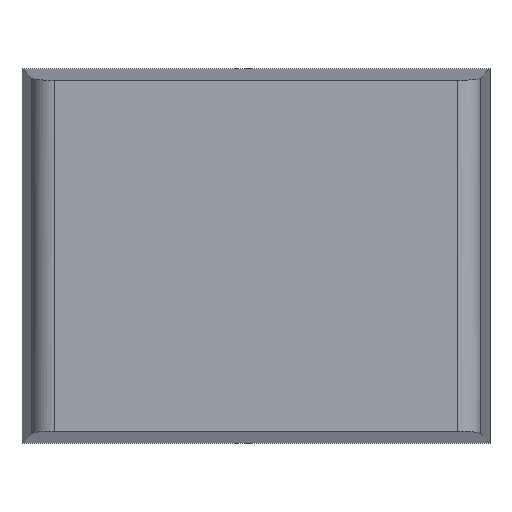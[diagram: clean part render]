
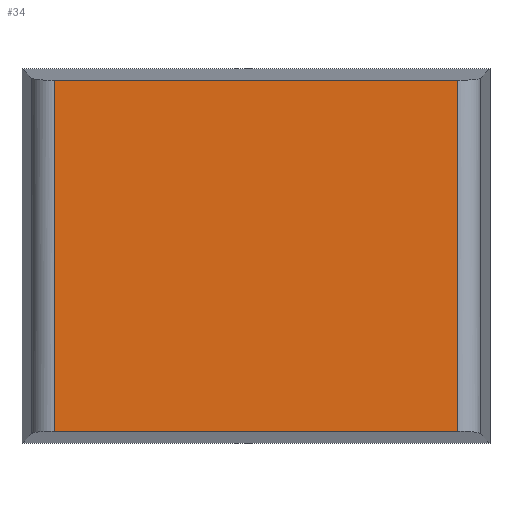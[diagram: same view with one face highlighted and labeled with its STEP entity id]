
A CAD part, top view. The second image highlights one B-rep face of the part: STEP entity #34.
In plain terms, the highlighted free-form (B-spline) face has degree [1, 1] with [2, 2] control points.
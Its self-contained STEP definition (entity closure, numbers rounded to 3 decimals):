
#34=ADVANCED_FACE('',(#46),#373,.T.);
#46=FACE_OUTER_BOUND('',#58,.T.);
#58=EDGE_LOOP('',(#104,#105,#106,#107));
#104=ORIENTED_EDGE('',*,*,#261,.F.);
#105=ORIENTED_EDGE('',*,*,#271,.T.);
#106=ORIENTED_EDGE('',*,*,#268,.F.);
#107=ORIENTED_EDGE('',*,*,#270,.F.);
#140=PCURVE('',#370,#192);
#154=PCURVE('',#372,#206);
#159=PCURVE('',#362,#211);
#160=PCURVE('',#373,#212);
#161=PCURVE('',#373,#213);
#162=PCURVE('',#373,#214);
#163=PCURVE('',#373,#215);
#165=PCURVE('',#363,#217);
#192=DEFINITIONAL_REPRESENTATION('',(#312),#685);
#206=DEFINITIONAL_REPRESENTATION('',(#330),#685);
#211=DEFINITIONAL_REPRESENTATION('',(#336),#685);
#212=DEFINITIONAL_REPRESENTATION('',(#337),#685);
#213=DEFINITIONAL_REPRESENTATION('',(#339),#685);
#214=DEFINITIONAL_REPRESENTATION('',(#340),#685);
#215=DEFINITIONAL_REPRESENTATION('',(#341),#685);
#217=DEFINITIONAL_REPRESENTATION('',(#343),#685);
#235=SURFACE_CURVE('',#311,(#140,#160),.PCURVE_S1.);
#242=SURFACE_CURVE('',#329,(#154,#162),.PCURVE_S1.);
#244=SURFACE_CURVE('',#335,(#159,#163),.PCURVE_S1.);
#245=SURFACE_CURVE('',#338,(#161,#165),.PCURVE_S1.);
#261=EDGE_CURVE('',#356,#360,#235,.T.);
#268=EDGE_CURVE('',#359,#361,#242,.T.);
#270=EDGE_CURVE('',#360,#359,#244,.T.);
#271=EDGE_CURVE('',#356,#361,#245,.T.);
#311=B_SPLINE_CURVE_WITH_KNOTS('',1,(#554,#555),.UNSPECIFIED.,.F.,.F.,(2,
2),(-1.,0.),.UNSPECIFIED.);
#312=B_SPLINE_CURVE_WITH_KNOTS('',2,(#556,#557,#558),.UNSPECIFIED.,.F.,
 .F.,(3,3),(-1.,0.),.UNSPECIFIED.);
#329=B_SPLINE_CURVE_WITH_KNOTS('',1,(#630,#631),.UNSPECIFIED.,.F.,.F.,(2,
2),(0.,1.),.UNSPECIFIED.);
#330=B_SPLINE_CURVE_WITH_KNOTS('',2,(#632,#633,#634),.UNSPECIFIED.,.F.,
 .F.,(3,3),(0.,1.),.UNSPECIFIED.);
#335=B_SPLINE_CURVE_WITH_KNOTS('',1,(#658,#659),.UNSPECIFIED.,.F.,.F.,(2,
2),(0.,1.),.UNSPECIFIED.);
#336=B_SPLINE_CURVE_WITH_KNOTS('',1,(#660,#661),.UNSPECIFIED.,.F.,.F.,(2,
2),(0.,1.),.UNSPECIFIED.);
#337=B_SPLINE_CURVE_WITH_KNOTS('',1,(#662,#663),.UNSPECIFIED.,.F.,.F.,(2,
2),(-1.,0.),.UNSPECIFIED.);
#338=B_SPLINE_CURVE_WITH_KNOTS('',1,(#664,#665),.UNSPECIFIED.,.F.,.F.,(2,
2),(0.,1.),.UNSPECIFIED.);
#339=B_SPLINE_CURVE_WITH_KNOTS('',1,(#666,#667),.UNSPECIFIED.,.F.,.F.,(2,
2),(0.,1.),.UNSPECIFIED.);
#340=B_SPLINE_CURVE_WITH_KNOTS('',1,(#668,#669),.UNSPECIFIED.,.F.,.F.,(2,
2),(0.,1.),.UNSPECIFIED.);
#341=B_SPLINE_CURVE_WITH_KNOTS('',1,(#670,#671),.UNSPECIFIED.,.F.,.F.,(2,
2),(0.,1.),.UNSPECIFIED.);
#343=B_SPLINE_CURVE_WITH_KNOTS('',1,(#676,#677),.UNSPECIFIED.,.F.,.F.,(2,
2),(0.,1.),.UNSPECIFIED.);
#356=VERTEX_POINT('',#470);
#359=VERTEX_POINT('',#473);
#360=VERTEX_POINT('',#474);
#361=VERTEX_POINT('',#475);
#362=(
BOUNDED_SURFACE()
B_SPLINE_SURFACE(2,1,((#436,#437),(#438,#439),(#440,#441),(#442,#443),(#444,
#445)),.UNSPECIFIED.,.F.,.F.,.F.)
B_SPLINE_SURFACE_WITH_KNOTS((3,2,3),(2,2),(2.958,3.877,
4.797),(0.,1.),.UNSPECIFIED.)
GEOMETRIC_REPRESENTATION_ITEM()
RATIONAL_B_SPLINE_SURFACE(((1.,1.),(0.896,0.896),
(1.,1.),(0.896,0.896),(1.,1.)))
REPRESENTATION_ITEM('')
SURFACE()
);
#363=(
BOUNDED_SURFACE()
B_SPLINE_SURFACE(2,1,((#450,#451),(#452,#453),(#454,#455),(#456,#457),(#458,
#459)),.UNSPECIFIED.,.F.,.F.,.F.)
B_SPLINE_SURFACE_WITH_KNOTS((3,2,3),(2,2),(1.486,2.406,3.325),
(0.,1.),.UNSPECIFIED.)
GEOMETRIC_REPRESENTATION_ITEM()
RATIONAL_B_SPLINE_SURFACE(((1.,1.),(0.896,0.896),
(1.,1.),(0.896,0.896),(1.,1.)))
REPRESENTATION_ITEM('')
SURFACE()
);
#370=B_SPLINE_SURFACE_WITH_KNOTS('',1,1,((#424,#425),(#426,#427)),
 .UNSPECIFIED.,.F.,.F.,.F.,(2,2),(2,2),(0.,1.),(0.,1.),.UNSPECIFIED.);
#372=B_SPLINE_SURFACE_WITH_KNOTS('',1,1,((#432,#433),(#434,#435)),
 .UNSPECIFIED.,.F.,.F.,.F.,(2,2),(2,2),(0.,1.),(0.,1.),.UNSPECIFIED.);
#373=B_SPLINE_SURFACE_WITH_KNOTS('',1,1,((#446,#447),(#448,#449)),
 .UNSPECIFIED.,.F.,.F.,.F.,(2,2),(2,2),(0.,1.),(0.,1.),.UNSPECIFIED.);
#424=CARTESIAN_POINT('',(-1.012,-0.8,0.2));
#425=CARTESIAN_POINT('',(-1.012,-0.75,0.7));
#426=CARTESIAN_POINT('',(1.012,-0.8,0.2));
#427=CARTESIAN_POINT('',(1.012,-0.75,0.7));
#432=CARTESIAN_POINT('',(-1.012,0.75,0.7));
#433=CARTESIAN_POINT('',(-1.012,0.8,0.2));
#434=CARTESIAN_POINT('',(1.012,0.75,0.7));
#435=CARTESIAN_POINT('',(1.012,0.8,0.2));
#436=CARTESIAN_POINT('',(-0.841,0.768,0.699));
#437=CARTESIAN_POINT('',(-0.841,-0.768,0.699));
#438=CARTESIAN_POINT('',(-0.89,0.768,0.708));
#439=CARTESIAN_POINT('',(-0.89,-0.768,0.708));
#440=CARTESIAN_POINT('',(-0.927,0.768,0.675));
#441=CARTESIAN_POINT('',(-0.927,-0.768,0.675));
#442=CARTESIAN_POINT('',(-0.963,0.768,0.641));
#443=CARTESIAN_POINT('',(-0.963,-0.768,0.641));
#444=CARTESIAN_POINT('',(-0.959,0.768,0.592));
#445=CARTESIAN_POINT('',(-0.959,-0.768,0.592));
#446=CARTESIAN_POINT('',(-0.86,-0.75,0.7));
#447=CARTESIAN_POINT('',(-0.86,0.75,0.7));
#448=CARTESIAN_POINT('',(0.859,-0.75,0.7));
#449=CARTESIAN_POINT('',(0.859,0.75,0.7));
#450=CARTESIAN_POINT('',(0.959,0.768,0.592));
#451=CARTESIAN_POINT('',(0.959,-0.768,0.592));
#452=CARTESIAN_POINT('',(0.963,0.768,0.641));
#453=CARTESIAN_POINT('',(0.963,-0.768,0.641));
#454=CARTESIAN_POINT('',(0.927,0.768,0.675));
#455=CARTESIAN_POINT('',(0.927,-0.768,0.675));
#456=CARTESIAN_POINT('',(0.89,0.768,0.708));
#457=CARTESIAN_POINT('',(0.89,-0.768,0.708));
#458=CARTESIAN_POINT('',(0.841,0.768,0.699));
#459=CARTESIAN_POINT('',(0.841,-0.768,0.699));
#470=CARTESIAN_POINT('',(0.859,-0.75,0.7));
#473=CARTESIAN_POINT('',(-0.86,0.75,0.7));
#474=CARTESIAN_POINT('',(-0.86,-0.75,0.7));
#475=CARTESIAN_POINT('',(0.859,0.75,0.7));
#554=CARTESIAN_POINT('',(0.859,-0.75,0.7));
#555=CARTESIAN_POINT('',(-0.86,-0.75,0.7));
#556=CARTESIAN_POINT('',(0.925,1.));
#557=CARTESIAN_POINT('',(0.5,1.));
#558=CARTESIAN_POINT('',(0.075,1.));
#630=CARTESIAN_POINT('',(-0.86,0.75,0.7));
#631=CARTESIAN_POINT('',(0.859,0.75,0.7));
#632=CARTESIAN_POINT('',(0.075,0.));
#633=CARTESIAN_POINT('',(0.5,0.));
#634=CARTESIAN_POINT('',(0.925,0.));
#658=CARTESIAN_POINT('',(-0.86,-0.75,0.7));
#659=CARTESIAN_POINT('',(-0.86,0.75,0.7));
#660=CARTESIAN_POINT('',(3.145,0.988));
#661=CARTESIAN_POINT('',(3.145,0.012));
#662=CARTESIAN_POINT('',(1.,0.));
#663=CARTESIAN_POINT('',(0.,0.));
#664=CARTESIAN_POINT('',(0.859,-0.75,0.7));
#665=CARTESIAN_POINT('',(0.859,0.75,0.7));
#666=CARTESIAN_POINT('',(1.,0.));
#667=CARTESIAN_POINT('',(1.,1.));
#668=CARTESIAN_POINT('',(0.,1.));
#669=CARTESIAN_POINT('',(1.,1.));
#670=CARTESIAN_POINT('',(0.,0.));
#671=CARTESIAN_POINT('',(0.,1.));
#676=CARTESIAN_POINT('',(3.138,0.988));
#677=CARTESIAN_POINT('',(3.138,0.012));
#685=(
GEOMETRIC_REPRESENTATION_CONTEXT(2)
PARAMETRIC_REPRESENTATION_CONTEXT()
REPRESENTATION_CONTEXT('pspace','')
);
